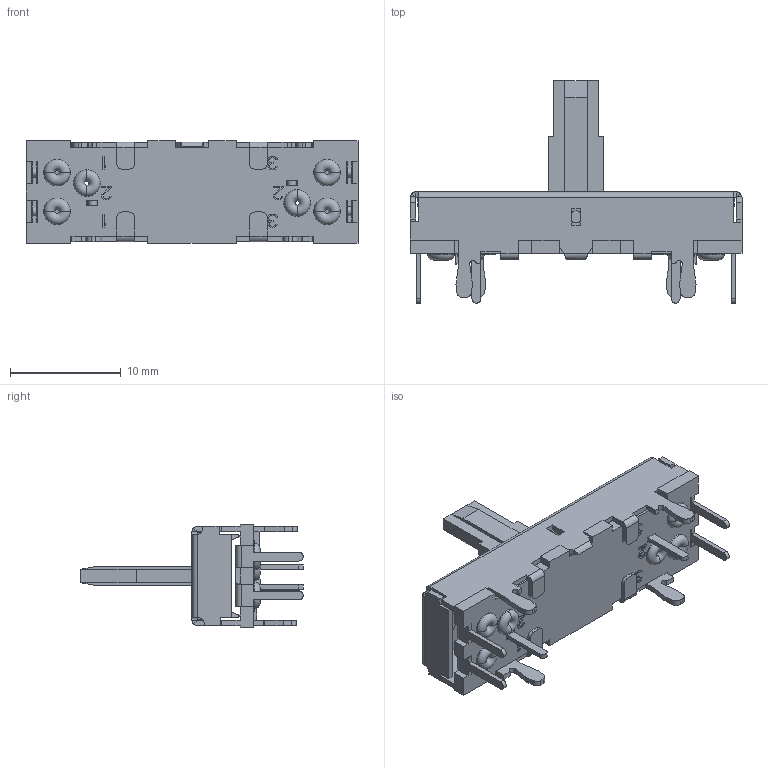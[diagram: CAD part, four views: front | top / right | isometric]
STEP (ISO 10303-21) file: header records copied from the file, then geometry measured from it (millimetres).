
FILE_DESCRIPTION((''),'2;1');
FILE_NAME('PTA1544-2010CIA103','2016-07-08T',('RICKB'),('Bourns, Inc.'),'CREO PARAMETRIC BY PTC INC, 2016050','CREO PARAMETRIC BY PTC INC, 2016050','');
FILE_SCHEMA(('CONFIG_CONTROL_DESIGN'));
Length unit declared in the file: millimetre
Products named in the file (1): PTA1544-2010CIA103
Bounding box: 30 x 20.1 x 9.3 mm (x, y, z)
Volume: 825.7 mm3; surface area: 2475.4 mm2
Topology: 1 solids, 7 shells, 734 faces, 2037 edges, 1324 vertices
Faces by surface type: plane 551, cylinder 149, torus 24, bspline 10
Entity records: 23601 total; most frequent: CARTESIAN_POINT 4501, ORIENTED_EDGE 4074, DIRECTION 3791, EDGE_CURVE 2037, VECTOR 1659, LINE 1659, VERTEX_POINT 1324, AXIS2_PLACEMENT_3D 1066
